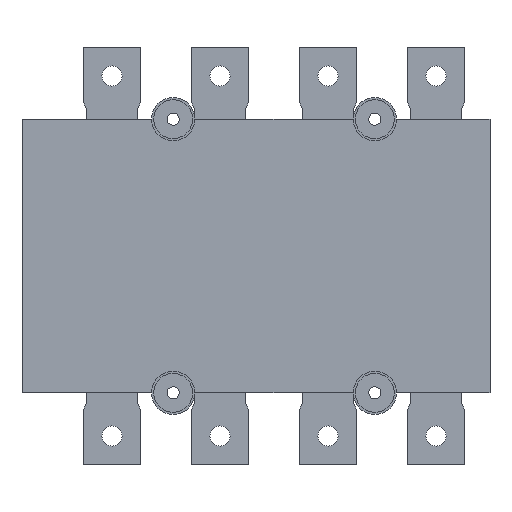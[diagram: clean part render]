
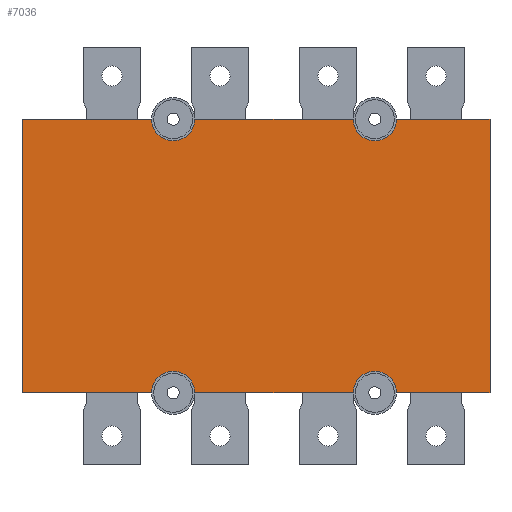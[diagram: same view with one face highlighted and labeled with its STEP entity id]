
A CAD part, front view. The second image highlights one B-rep face of the part: STEP entity #7036.
In plain terms, the highlighted planar face has unit normal (0, -1, 0).
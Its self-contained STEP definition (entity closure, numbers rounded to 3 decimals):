
#5490=CARTESIAN_POINT('',(183.535,-26.582,0.0));
#5491=VERTEX_POINT('',#5490);
#5492=CARTESIAN_POINT('',(248.535,-26.582,0.0));
#5493=VERTEX_POINT('',#5492);
#5494=CARTESIAN_POINT('',(183.535,-26.582,0.0));
#5495=DIRECTION('',(1.0,0.0,0.0));
#5496=VECTOR('',#5495,65.);
#5497=LINE('',#5494,#5496);
#5498=EDGE_CURVE('',#5491,#5493,#5497,.T.);
#5859=CARTESIAN_POINT('',(13.535,-26.582,0.0));
#5860=VERTEX_POINT('',#5859);
#5867=CARTESIAN_POINT('',(-76.465,-26.582,0.0));
#5868=VERTEX_POINT('',#5867);
#5869=CARTESIAN_POINT('',(-76.465,-26.582,0.0));
#5870=DIRECTION('',(1.0,0.0,0.0));
#5871=VECTOR('',#5870,90.);
#5872=LINE('',#5869,#5871);
#5873=EDGE_CURVE('',#5868,#5860,#5872,.T.);
#5968=CARTESIAN_POINT('',(183.535,-26.582,190.0));
#5969=VERTEX_POINT('',#5968);
#5976=CARTESIAN_POINT('',(248.535,-26.582,190.0));
#5977=VERTEX_POINT('',#5976);
#5978=CARTESIAN_POINT('',(248.535,-26.582,190.0));
#5979=DIRECTION('',(-1.0,0.0,0.0));
#5980=VECTOR('',#5979,65.);
#5981=LINE('',#5978,#5980);
#5982=EDGE_CURVE('',#5977,#5969,#5981,.T.);
#6014=CARTESIAN_POINT('',(-76.465,-26.582,190.0));
#6015=VERTEX_POINT('',#6014);
#6022=CARTESIAN_POINT('',(13.535,-26.582,190.0));
#6023=VERTEX_POINT('',#6022);
#6024=CARTESIAN_POINT('',(13.535,-26.582,190.0));
#6025=DIRECTION('',(-1.0,0.0,0.0));
#6026=VECTOR('',#6025,90.);
#6027=LINE('',#6024,#6026);
#6028=EDGE_CURVE('',#6023,#6015,#6027,.T.);
#6399=CARTESIAN_POINT('',(153.535,-26.582,0.0));
#6400=VERTEX_POINT('',#6399);
#6401=CARTESIAN_POINT('',(168.535,-26.582,0.0));
#6402=DIRECTION('',(0.0,1.0,0.0));
#6403=DIRECTION('',(-1.0,0.0,0.0));
#6404=AXIS2_PLACEMENT_3D('',#6401,#6402,#6403);
#6405=CIRCLE('',#6404,15.0);
#6406=EDGE_CURVE('',#6400,#5491,#6405,.T.);
#6511=CARTESIAN_POINT('',(43.535,-26.582,0.0));
#6512=VERTEX_POINT('',#6511);
#6521=CARTESIAN_POINT('',(28.535,-26.582,0.));
#6522=DIRECTION('',(0.0,1.0,0.0));
#6523=DIRECTION('',(-1.0,0.0,0.0));
#6524=AXIS2_PLACEMENT_3D('',#6521,#6522,#6523);
#6525=CIRCLE('',#6524,15.0);
#6526=EDGE_CURVE('',#5860,#6512,#6525,.T.);
#6629=CARTESIAN_POINT('',(43.535,-26.582,0.0));
#6630=DIRECTION('',(1.0,0.0,0.0));
#6631=VECTOR('',#6630,110.0);
#6632=LINE('',#6629,#6631);
#6633=EDGE_CURVE('',#6512,#6400,#6632,.T.);
#6876=CARTESIAN_POINT('',(153.535,-26.582,190.0));
#6877=VERTEX_POINT('',#6876);
#6886=CARTESIAN_POINT('',(168.535,-26.582,190.0));
#6887=DIRECTION('',(0.0,1.0,0.0));
#6888=DIRECTION('',(-1.0,0.0,0.0));
#6889=AXIS2_PLACEMENT_3D('',#6886,#6887,#6888);
#6890=CIRCLE('',#6889,15.0);
#6891=EDGE_CURVE('',#5969,#6877,#6890,.T.);
#6930=CARTESIAN_POINT('',(43.535,-26.582,190.));
#6931=VERTEX_POINT('',#6930);
#6932=CARTESIAN_POINT('',(28.535,-26.582,190.));
#6933=DIRECTION('',(0.0,1.0,0.0));
#6934=DIRECTION('',(-1.0,0.0,0.0));
#6935=AXIS2_PLACEMENT_3D('',#6932,#6933,#6934);
#6936=CIRCLE('',#6935,15.0);
#6937=EDGE_CURVE('',#6931,#6023,#6936,.T.);
#6984=CARTESIAN_POINT('',(153.535,-26.582,190.0));
#6985=DIRECTION('',(-1.0,0.0,0.0));
#6986=VECTOR('',#6985,110.);
#6987=LINE('',#6984,#6986);
#6988=EDGE_CURVE('',#6877,#6931,#6987,.T.);
#7007=CARTESIAN_POINT('',(248.535,-26.582,0.0));
#7008=DIRECTION('',(0.0,-1.0,0.0));
#7009=DIRECTION('',(0.0,0.0,-1.0));
#7010=AXIS2_PLACEMENT_3D('',#7007,#7008,#7009);
#7011=PLANE('',#7010);
#7012=ORIENTED_EDGE('',*,*,#6406,.T.);
#7013=ORIENTED_EDGE('',*,*,#5498,.T.);
#7014=CARTESIAN_POINT('',(248.535,-26.582,0.0));
#7015=DIRECTION('',(0.0,0.0,1.0));
#7016=VECTOR('',#7015,190.0);
#7017=LINE('',#7014,#7016);
#7018=EDGE_CURVE('',#5493,#5977,#7017,.T.);
#7019=ORIENTED_EDGE('',*,*,#7018,.T.);
#7020=ORIENTED_EDGE('',*,*,#5982,.T.);
#7021=ORIENTED_EDGE('',*,*,#6891,.T.);
#7022=ORIENTED_EDGE('',*,*,#6988,.T.);
#7023=ORIENTED_EDGE('',*,*,#6937,.T.);
#7024=ORIENTED_EDGE('',*,*,#6028,.T.);
#7025=CARTESIAN_POINT('',(-76.465,-26.582,0.0));
#7026=DIRECTION('',(0.0,0.0,1.0));
#7027=VECTOR('',#7026,190.0);
#7028=LINE('',#7025,#7027);
#7029=EDGE_CURVE('',#5868,#6015,#7028,.T.);
#7030=ORIENTED_EDGE('',*,*,#7029,.F.);
#7031=ORIENTED_EDGE('',*,*,#5873,.T.);
#7032=ORIENTED_EDGE('',*,*,#6526,.T.);
#7033=ORIENTED_EDGE('',*,*,#6633,.T.);
#7034=EDGE_LOOP('',(#7012,#7013,#7019,#7020,#7021,#7022,#7023,#7024,#7030,#7031,#7032,#7033));
#7035=FACE_OUTER_BOUND('',#7034,.T.);
#7036=ADVANCED_FACE('',(#7035),#7011,.T.);
